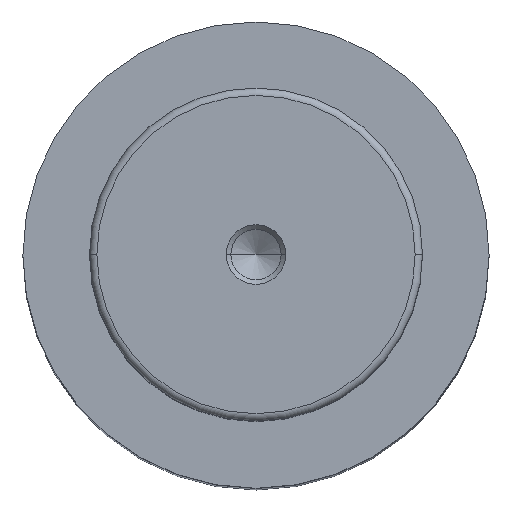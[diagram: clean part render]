
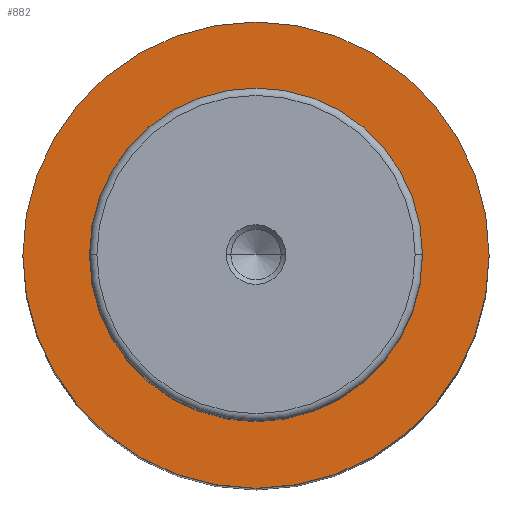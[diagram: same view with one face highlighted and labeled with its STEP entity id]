
A CAD part, top view. The second image highlights one B-rep face of the part: STEP entity #882.
In plain terms, the highlighted planar face has unit normal (0, 0, 1).
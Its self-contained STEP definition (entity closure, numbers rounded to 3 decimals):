
#7 = DIRECTION ( 'NONE',  ( 0., 0., -1. ) ) ;
#46 = VERTEX_POINT ( 'NONE', #240 ) ;
#69 = ORIENTED_EDGE ( 'NONE', *, *, #223, .T. ) ;
#90 = CARTESIAN_POINT ( 'NONE',  ( -22.5, 0., 132. ) ) ;
#106 = AXIS2_PLACEMENT_3D ( 'NONE', #90, #320, #158 ) ;
#108 = CARTESIAN_POINT ( 'NONE',  ( 22.5, 0., 132. ) ) ;
#158 = DIRECTION ( 'NONE',  ( 1., 0., 0. ) ) ;
#172 = CIRCLE ( 'NONE', #1003, 31.5 ) ;
#177 = AXIS2_PLACEMENT_3D ( 'NONE', #640, #735, #355 ) ;
#211 = ORIENTED_EDGE ( 'NONE', *, *, #867, .F. ) ;
#223 = EDGE_CURVE ( 'NONE', #364, #504, #514, .T. ) ;
#240 = CARTESIAN_POINT ( 'NONE',  ( 31.5, 0., 132. ) ) ;
#278 = CIRCLE ( 'NONE', #803, 22.5 ) ;
#286 = DIRECTION ( 'NONE',  ( -1., 0., 0. ) ) ;
#320 = DIRECTION ( 'NONE',  ( 0., 0., 1. ) ) ;
#355 = DIRECTION ( 'NONE',  ( -1., 0., 0. ) ) ;
#361 = CIRCLE ( 'NONE', #832, 31.5 ) ;
#364 = VERTEX_POINT ( 'NONE', #108 ) ;
#373 = CARTESIAN_POINT ( 'NONE',  ( 0., 0., 132. ) ) ;
#384 = ORIENTED_EDGE ( 'NONE', *, *, #440, .T. ) ;
#440 = EDGE_CURVE ( 'NONE', #504, #364, #278, .T. ) ;
#456 = FACE_BOUND ( 'NONE', #1005, .T. ) ;
#498 = CARTESIAN_POINT ( 'NONE',  ( -31.5, 0., 132. ) ) ;
#504 = VERTEX_POINT ( 'NONE', #778 ) ;
#514 = CIRCLE ( 'NONE', #177, 22.5 ) ;
#563 = DIRECTION ( 'NONE',  ( 0., 0., -1. ) ) ;
#640 = CARTESIAN_POINT ( 'NONE',  ( 0., 0., 132. ) ) ;
#702 = EDGE_CURVE ( 'NONE', #1084, #46, #361, .T. ) ;
#730 = DIRECTION ( 'NONE',  ( 0., 0., -1. ) ) ;
#735 = DIRECTION ( 'NONE',  ( 0., 0., -1. ) ) ;
#778 = CARTESIAN_POINT ( 'NONE',  ( -22.5, 0., 132. ) ) ;
#803 = AXIS2_PLACEMENT_3D ( 'NONE', #839, #7, #286 ) ;
#832 = AXIS2_PLACEMENT_3D ( 'NONE', #373, #563, #1114 ) ;
#839 = CARTESIAN_POINT ( 'NONE',  ( 0., 0., 132. ) ) ;
#867 = EDGE_CURVE ( 'NONE', #46, #1084, #172, .T. ) ;
#882 = ADVANCED_FACE ( 'NONE', ( #456, #1097 ), #963, .T. ) ;
#910 = CARTESIAN_POINT ( 'NONE',  ( 0., 0., 132. ) ) ;
#963 = PLANE ( 'NONE',  #106 ) ;
#1003 = AXIS2_PLACEMENT_3D ( 'NONE', #910, #730, #1140 ) ;
#1005 = EDGE_LOOP ( 'NONE', ( #384, #69 ) ) ;
#1084 = VERTEX_POINT ( 'NONE', #498 ) ;
#1097 = FACE_OUTER_BOUND ( 'NONE', #1190, .T. ) ;
#1114 = DIRECTION ( 'NONE',  ( -1., 0., 0. ) ) ;
#1140 = DIRECTION ( 'NONE',  ( -1., 0., 0. ) ) ;
#1170 = ORIENTED_EDGE ( 'NONE', *, *, #702, .F. ) ;
#1190 = EDGE_LOOP ( 'NONE', ( #1170, #211 ) ) ;
